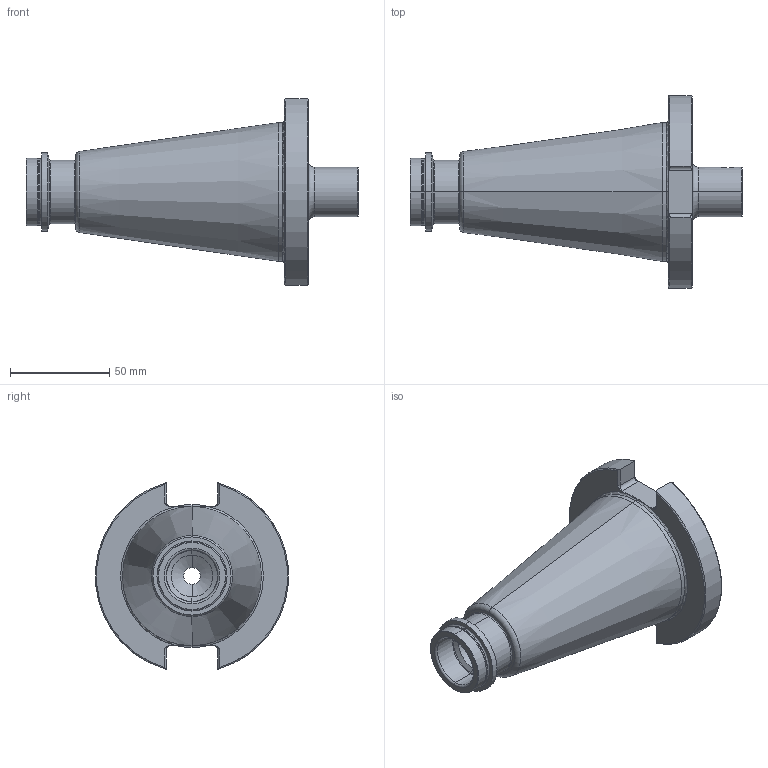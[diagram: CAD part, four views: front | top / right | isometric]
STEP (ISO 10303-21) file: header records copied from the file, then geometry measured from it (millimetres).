
FILE_DESCRIPTION (( 'STEP AP203' ), '1' );
FILE_NAME ('102.500.252.STEP', '2018-03-12T07:17:19', ( 'SWIAdmin' ), ( 'Hewlett-Packard Company' ), 'SwSTEP 2.0', 'SolidWorks 2017', '' );
FILE_SCHEMA (( 'CONFIG_CONTROL_DESIGN' ));
Length unit declared in the file: millimetre
Products named in the file (1): 102.500.252
Bounding box: 167 x 96.94 x 93.84 mm (x, y, z)
Volume: 332738.4 mm3; surface area: 47079.2 mm2
Topology: 1 solids, 1 shells, 128 faces, 300 edges, 179 vertices
Faces by surface type: cylinder 49, plane 31, torus 28, cone 20
Entity records: 3958 total; most frequent: CARTESIAN_POINT 972, DIRECTION 641, ORIENTED_EDGE 600, EDGE_CURVE 300, AXIS2_PLACEMENT_3D 262, VERTEX_POINT 179, EDGE_LOOP 137, CIRCLE 133
